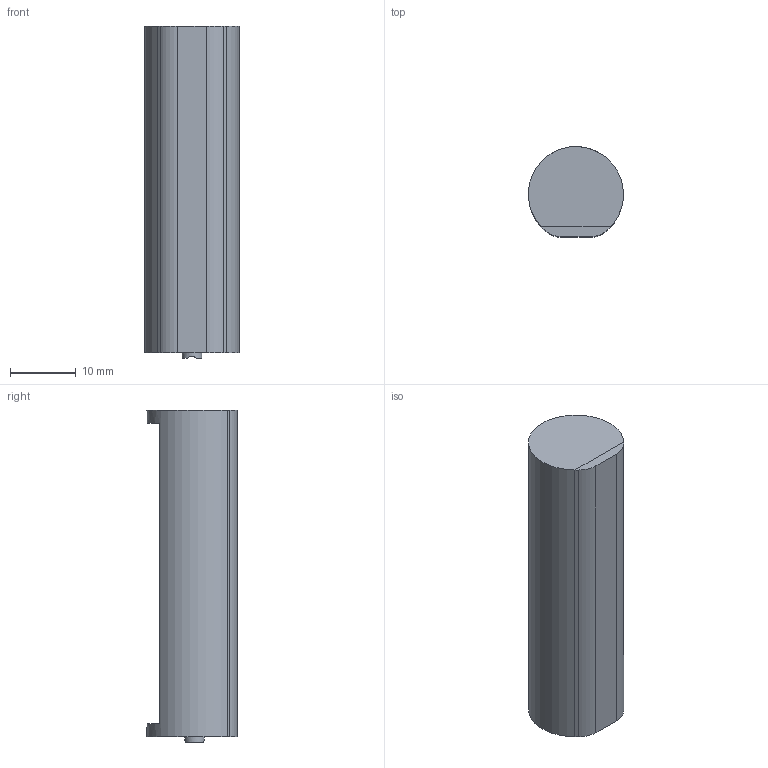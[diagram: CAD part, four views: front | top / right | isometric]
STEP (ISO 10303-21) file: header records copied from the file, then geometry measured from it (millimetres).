
FILE_DESCRIPTION(('FreeCAD Model'),'2;1');
FILE_NAME('Open CASCADE Shape Model','2024-07-16T17:28:19',('Author'),( ''),'Open CASCADE STEP processor 7.6','FreeCAD','Unknown');
FILE_SCHEMA(('AUTOMOTIVE_DESIGN { 1 0 10303 214 1 1 1 1 }'));
Length unit declared in the file: millimetre
Products named in the file (1): AABattery
Bounding box: 14.48 x 13.74 x 50.6 mm (x, y, z)
Volume: 3073.5 mm3; surface area: 3596.1 mm2
Topology: 1 solids, 1 shells, 39 faces, 100 edges, 62 vertices
Faces by surface type: plane 25, cylinder 14
Full cylindrical faces by diameter (mm): 3 x3
Entity records: 1264 total; most frequent: CARTESIAN_POINT 252, DIRECTION 218, ORIENTED_EDGE 200, EDGE_CURVE 100, AXIS2_PLACEMENT_3D 80, VERTEX_POINT 62, LINE 58, VECTOR 58
